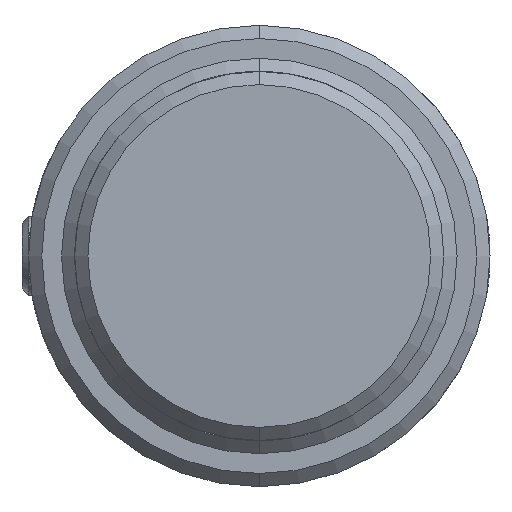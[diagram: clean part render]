
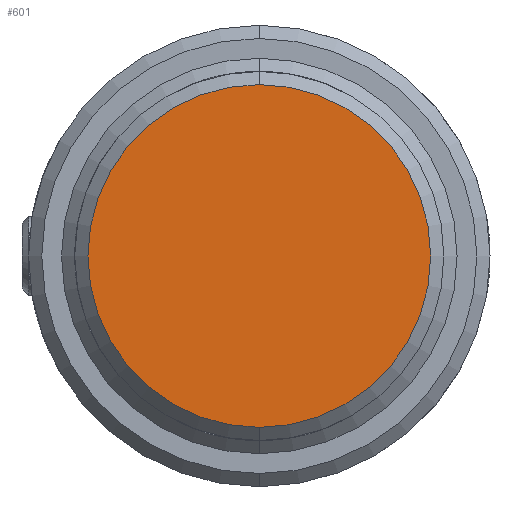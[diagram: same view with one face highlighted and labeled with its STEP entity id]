
A CAD part, left-side view. The second image highlights one B-rep face of the part: STEP entity #601.
In plain terms, the highlighted planar face has unit normal (-1, 0, 0).
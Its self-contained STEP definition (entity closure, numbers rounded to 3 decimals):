
#209 = DIRECTION ( 'NONE',  ( 0., 0., -1. ) ) ;
#552 = DIRECTION ( 'NONE',  ( -1., 0., 0. ) ) ;
#601 = ADVANCED_FACE ( 'NONE', ( #3021 ), #1012, .F. ) ;
#888 = ORIENTED_EDGE ( 'NONE', *, *, #2013, .T. ) ;
#895 = ORIENTED_EDGE ( 'NONE', *, *, #1983, .T. ) ;
#994 = DIRECTION ( 'NONE',  ( 0., 0., -1. ) ) ;
#1000 = DIRECTION ( 'NONE',  ( 1., 0., 0. ) ) ;
#1012 = PLANE ( 'NONE',  #1903 ) ;
#1078 = AXIS2_PLACEMENT_3D ( 'NONE', #1236, #552, #209 ) ;
#1111 = AXIS2_PLACEMENT_3D ( 'NONE', #2498, #2501, #3010 ) ;
#1172 = CARTESIAN_POINT ( 'NONE',  ( -34., 0., 13. ) ) ;
#1226 = CARTESIAN_POINT ( 'NONE',  ( -34., 0., 0. ) ) ;
#1236 = CARTESIAN_POINT ( 'NONE',  ( -34., 0., 0. ) ) ;
#1661 = EDGE_LOOP ( 'NONE', ( #888, #895 ) ) ;
#1903 = AXIS2_PLACEMENT_3D ( 'NONE', #1226, #1000, #994 ) ;
#1946 = CIRCLE ( 'NONE', #1078, 13. ) ;
#1968 = CIRCLE ( 'NONE', #1111, 13. ) ;
#1983 = EDGE_CURVE ( 'NONE', #2980, #2363, #1968, .T. ) ;
#2013 = EDGE_CURVE ( 'NONE', #2363, #2980, #1946, .T. ) ;
#2363 = VERTEX_POINT ( 'NONE', #2504 ) ;
#2498 = CARTESIAN_POINT ( 'NONE',  ( -34., 0., 0. ) ) ;
#2501 = DIRECTION ( 'NONE',  ( -1., 0., 0. ) ) ;
#2504 = CARTESIAN_POINT ( 'NONE',  ( -34., 0., -13. ) ) ;
#2980 = VERTEX_POINT ( 'NONE', #1172 ) ;
#3010 = DIRECTION ( 'NONE',  ( 0., 0., -1. ) ) ;
#3021 = FACE_OUTER_BOUND ( 'NONE', #1661, .T. ) ;
